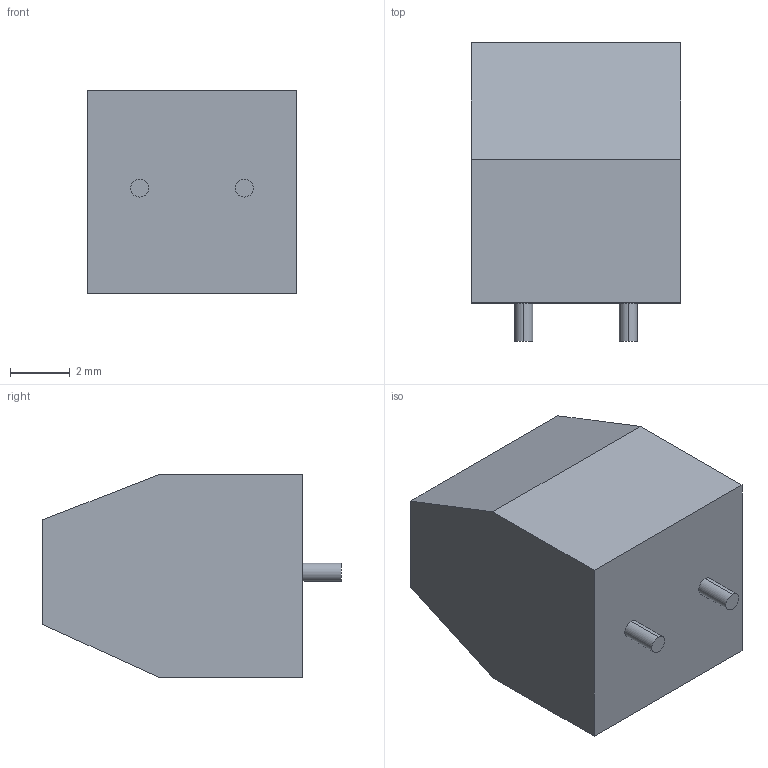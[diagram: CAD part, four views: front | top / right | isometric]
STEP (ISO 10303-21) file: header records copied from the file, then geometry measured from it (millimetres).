
FILE_DESCRIPTION (( 'STEP AP214' ), '1' );
FILE_NAME ('KF350_2P.STEP', '2018-03-15T03:43:34', ( 'Microsoft' ), ( 'Microsoft' ), 'SwSTEP 2.0', 'SolidWorks 2017', '' );
FILE_SCHEMA (( 'AUTOMOTIVE_DESIGN' ));
Length unit declared in the file: millimetre
Products named in the file (1): KF350_2P
Bounding box: 7 x 10 x 6.8 mm (x, y, z)
Volume: 206 mm3; surface area: 512.6 mm2
Topology: 1 solids, 1 shells, 28 faces, 70 edges, 46 vertices
Faces by surface type: plane 20, cylinder 8
Entity records: 944 total; most frequent: DIRECTION 146, CARTESIAN_POINT 145, ORIENTED_EDGE 140, EDGE_CURVE 70, LINE 52, VECTOR 52, AXIS2_PLACEMENT_3D 47, VERTEX_POINT 46
